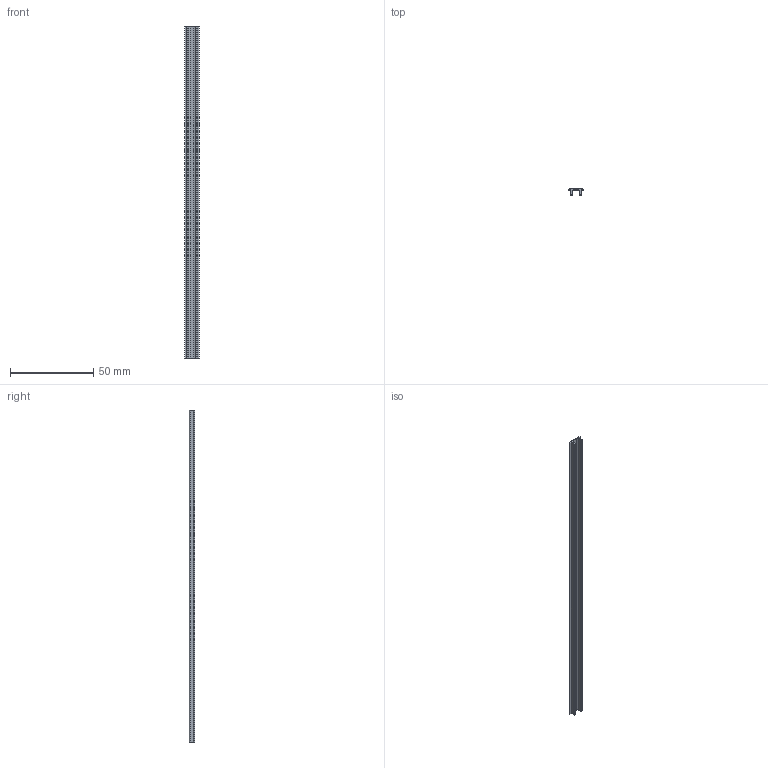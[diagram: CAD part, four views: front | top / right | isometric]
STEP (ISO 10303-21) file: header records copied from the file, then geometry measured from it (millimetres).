
FILE_DESCRIPTION(/* description */ ('Alibre Inc.'),/* implementation_level */ '2;1');
FILE_NAME(/* name */ 'export-07265F74-BB4D-4A05-91F1-106FF6BAEA56',/* time_stamp */ '2023-01-31T20:37:23-08:00',/* author */ (''),/* organization */ (''),/* preprocessor_version */ 'ST-DEVELOPER v17',/* originating_system */ 'Alibre',/* authorisation */ '');
FILE_SCHEMA (('CONFIG_CONTROL_DESIGN'));
Length unit declared in the file: millimetre
Bounding box: 9 x 3.52 x 200 mm (x, y, z)
Volume: 2109.2 mm3; surface area: 6000.4 mm2
Topology: 1 solids, 1 shells, 28 faces, 78 edges, 52 vertices
Faces by surface type: plane 18, cylinder 10
Entity records: 969 total; most frequent: CARTESIAN_POINT 158, ORIENTED_EDGE 156, DIRECTION 136, EDGE_CURVE 78, VECTOR 58, LINE 58, VERTEX_POINT 52, AXIS2_PLACEMENT_3D 48
